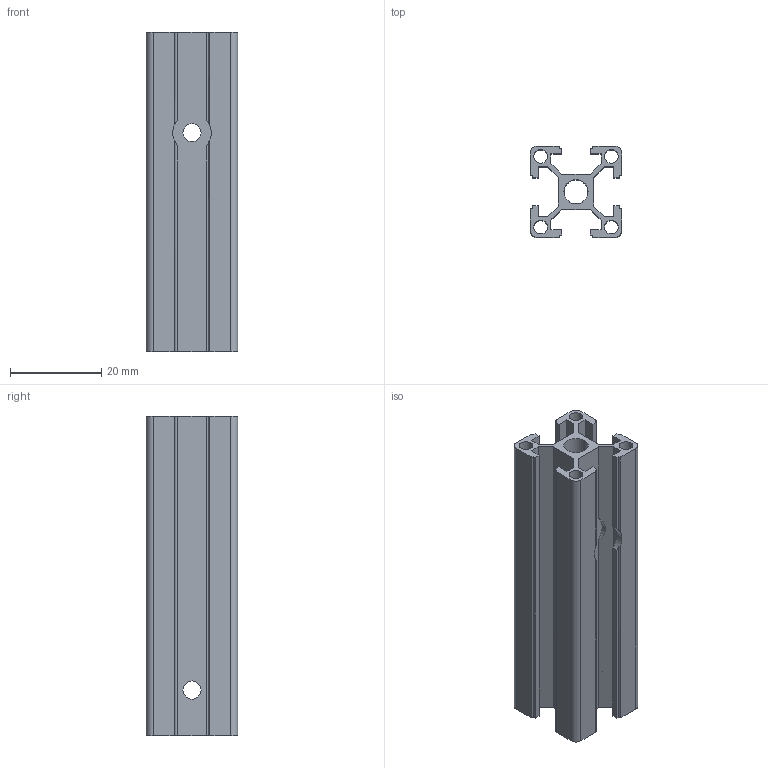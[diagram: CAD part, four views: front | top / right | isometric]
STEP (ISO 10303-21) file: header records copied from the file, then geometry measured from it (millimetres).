
FILE_DESCRIPTION (( 'STEP AP214' ), '1' );
FILE_NAME ('2020欧标铝型材_长65_摩擦轮支撑1 2个.STEP', '2023-07-18T05:58:57', ( '' ), ( '' ), 'SwSTEP 2.0', 'SolidWorks 2022', '' );
FILE_SCHEMA (( 'AUTOMOTIVE_DESIGN' ));
Length unit declared in the file: millimetre
Products named in the file (1): 2020欧标铝型材_长65_摩擦轮支撑1 2个
Bounding box: 20 x 20 x 70 mm (x, y, z)
Volume: 8984.8 mm3; surface area: 14727.2 mm2
Topology: 1 solids, 1 shells, 116 faces, 344 edges, 228 vertices
Faces by surface type: plane 74, cylinder 42
Entity records: 5178 total; most frequent: CARTESIAN_POINT 1005, ORIENTED_EDGE 688, DIRECTION 630, EDGE_CURVE 344, LINE 252, VECTOR 252, VERTEX_POINT 228, AXIS2_PLACEMENT_3D 189
